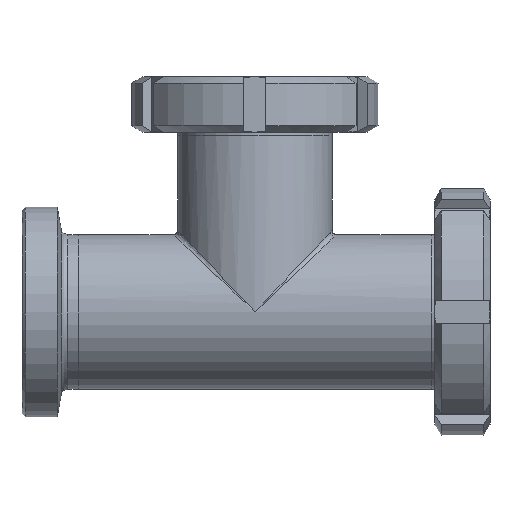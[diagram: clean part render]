
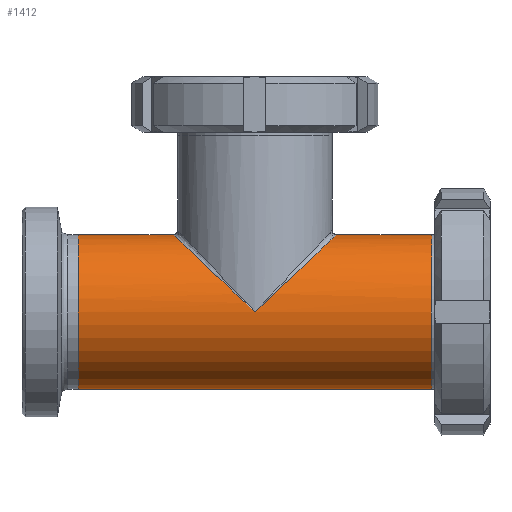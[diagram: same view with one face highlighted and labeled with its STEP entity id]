
A CAD part, front view. The second image highlights one B-rep face of the part: STEP entity #1412.
In plain terms, the highlighted cylindrical face has radius 35 mm (diameter 70 mm), a full revolution.
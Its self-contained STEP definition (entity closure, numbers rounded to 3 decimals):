
#1088=CARTESIAN_POINT('',(0.0,35.0,0.0));
#1089=VERTEX_POINT('',#1088);
#1090=CARTESIAN_POINT('',(0.0,-35.0,0.0));
#1091=VERTEX_POINT('',#1090);
#1092=CARTESIAN_POINT('',(0.0,0.0,0.0));
#1093=DIRECTION('',(0.687,0.0,0.726));
#1094=DIRECTION('',(-0.726,0.0,0.687));
#1095=AXIS2_PLACEMENT_3D('',#1092,#1093,#1094);
#1096=ELLIPSE('',#1095,50.931,35.);
#1097=EDGE_CURVE('',#1089,#1091,#1096,.T.);
#1310=CARTESIAN_POINT('',(0.0,0.0,0.0));
#1311=DIRECTION('',(-0.687,0.0,0.726));
#1312=DIRECTION('',(0.726,0.0,0.687));
#1313=AXIS2_PLACEMENT_3D('',#1310,#1311,#1312);
#1314=ELLIPSE('',#1313,50.931,35.);
#1315=EDGE_CURVE('',#1091,#1089,#1314,.T.);
#1381=CARTESIAN_POINT('',(0.0,0.0,0.0));
#1382=DIRECTION('',(-1.0,0.0,0.0));
#1383=DIRECTION('',(0.0,-1.0,0.0));
#1384=AXIS2_PLACEMENT_3D('',#1381,#1382,#1383);
#1385=CYLINDRICAL_SURFACE('',#1384,35.);
#1386=CARTESIAN_POINT('',(-80.0,-35.,0.0));
#1387=VERTEX_POINT('',#1386);
#1388=CARTESIAN_POINT('',(-80.0,0.0,0.0));
#1389=DIRECTION('',(-1.0,0.0,0.0));
#1390=DIRECTION('',(0.0,-1.0,0.0));
#1391=AXIS2_PLACEMENT_3D('',#1388,#1389,#1390);
#1392=CIRCLE('',#1391,35.);
#1393=EDGE_CURVE('',#1387,#1387,#1392,.T.);
#1394=ORIENTED_EDGE('',*,*,#1393,.F.);
#1395=EDGE_LOOP('',(#1394));
#1396=FACE_OUTER_BOUND('',#1395,.T.);
#1397=ORIENTED_EDGE('',*,*,#1097,.F.);
#1398=ORIENTED_EDGE('',*,*,#1315,.F.);
#1399=EDGE_LOOP('',(#1397,#1398));
#1400=FACE_BOUND('',#1399,.T.);
#1401=CARTESIAN_POINT('',(80.0,-35.,0.0));
#1402=VERTEX_POINT('',#1401);
#1403=CARTESIAN_POINT('',(80.,0.0,0.0));
#1404=DIRECTION('',(-1.0,0.0,0.0));
#1405=DIRECTION('',(0.0,-1.0,0.0));
#1406=AXIS2_PLACEMENT_3D('',#1403,#1404,#1405);
#1407=CIRCLE('',#1406,35.);
#1408=EDGE_CURVE('',#1402,#1402,#1407,.T.);
#1409=ORIENTED_EDGE('',*,*,#1408,.T.);
#1410=EDGE_LOOP('',(#1409));
#1411=FACE_BOUND('',#1410,.T.);
#1412=ADVANCED_FACE('',(#1396,#1400,#1411),#1385,.T.);
